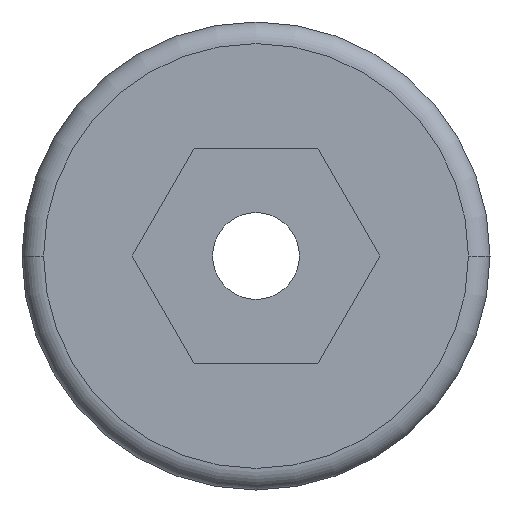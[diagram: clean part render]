
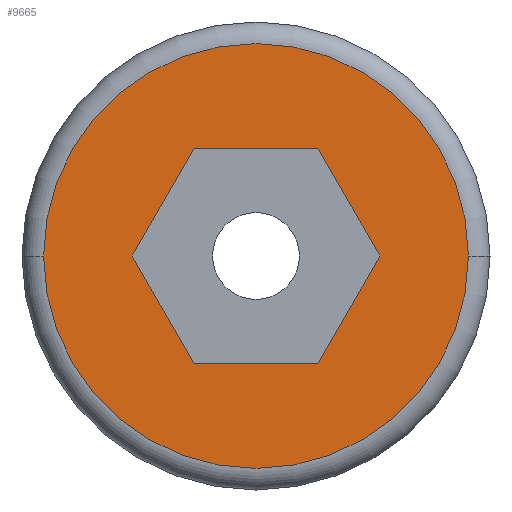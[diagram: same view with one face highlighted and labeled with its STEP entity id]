
A CAD part, left-side view. The second image highlights one B-rep face of the part: STEP entity #9665.
In plain terms, the highlighted planar face has unit normal (-1, 0, 0).
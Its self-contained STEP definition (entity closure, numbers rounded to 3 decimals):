
#4100=DIRECTION('',(0.,-0.5,0.866));
#4101=VECTOR('',#4100,1.455);
#4102=CARTESIAN_POINT('',(-2.93,1.455,0.));
#4103=LINE('',#4102,#4101);
#4104=DIRECTION('',(0.,0.5,0.866));
#4105=VECTOR('',#4104,1.455);
#4106=CARTESIAN_POINT('',(-2.93,0.727,-1.26));
#4107=LINE('',#4106,#4105);
#4108=DIRECTION('',(0.,1.,0.));
#4109=VECTOR('',#4108,1.455);
#4110=CARTESIAN_POINT('',(-2.93,-0.727,-1.26));
#4111=LINE('',#4110,#4109);
#4112=DIRECTION('',(0.,0.5,-0.866));
#4113=VECTOR('',#4112,1.455);
#4114=CARTESIAN_POINT('',(-2.93,-1.455,0.));
#4115=LINE('',#4114,#4113);
#4116=DIRECTION('',(0.,-0.5,-0.866));
#4117=VECTOR('',#4116,1.455);
#4118=CARTESIAN_POINT('',(-2.93,-0.727,1.26));
#4119=LINE('',#4118,#4117);
#4120=DIRECTION('',(0.,-1.,0.));
#4121=VECTOR('',#4120,1.455);
#4122=CARTESIAN_POINT('',(-2.93,0.727,1.26));
#4123=LINE('',#4122,#4121);
#4124=CARTESIAN_POINT('',(-2.93,0.,0.));
#4125=DIRECTION('',(-1.,0.,0.));
#4126=DIRECTION('',(0.,1.,0.));
#4127=AXIS2_PLACEMENT_3D('',#4124,#4125,#4126);
#4129=CARTESIAN_POINT('',(-2.93,0.,0.));
#4130=DIRECTION('',(-1.,0.,0.));
#4131=DIRECTION('',(0.,-1.,0.));
#4132=AXIS2_PLACEMENT_3D('',#4129,#4130,#4131);
#4417=CARTESIAN_POINT('',(-2.93,1.455,0.));
#4418=CARTESIAN_POINT('',(-2.93,0.727,1.26));
#4419=VERTEX_POINT('',#4417);
#4420=VERTEX_POINT('',#4418);
#4421=CARTESIAN_POINT('',(-2.93,-0.727,1.26));
#4422=VERTEX_POINT('',#4421);
#4423=CARTESIAN_POINT('',(-2.93,-1.455,0.));
#4424=VERTEX_POINT('',#4423);
#4425=CARTESIAN_POINT('',(-2.93,-0.727,-1.26));
#4426=VERTEX_POINT('',#4425);
#4427=CARTESIAN_POINT('',(-2.93,0.727,-1.26));
#4428=VERTEX_POINT('',#4427);
#4429=CARTESIAN_POINT('',(-2.93,2.496,0.));
#4430=CARTESIAN_POINT('',(-2.93,-2.496,0.));
#4431=VERTEX_POINT('',#4429);
#4432=VERTEX_POINT('',#4430);
#9641=CARTESIAN_POINT('',(-2.93,0.,0.));
#9642=DIRECTION('',(1.,0.,0.));
#9643=DIRECTION('',(0.,-1.,0.));
#9644=AXIS2_PLACEMENT_3D('',#9641,#9642,#9643);
#9645=PLANE('',#9644);
#9647=ORIENTED_EDGE('',*,*,#9646,.F.);
#9648=ORIENTED_EDGE('',*,*,#9631,.F.);
#9649=EDGE_LOOP('',(#9647,#9648));
#9650=FACE_OUTER_BOUND('',#9649,.F.);
#9652=ORIENTED_EDGE('',*,*,#9651,.F.);
#9654=ORIENTED_EDGE('',*,*,#9653,.F.);
#9656=ORIENTED_EDGE('',*,*,#9655,.F.);
#9658=ORIENTED_EDGE('',*,*,#9657,.F.);
#9660=ORIENTED_EDGE('',*,*,#9659,.F.);
#9662=ORIENTED_EDGE('',*,*,#9661,.F.);
#9663=EDGE_LOOP('',(#9652,#9654,#9656,#9658,#9660,#9662));
#9664=FACE_BOUND('',#9663,.F.);
#4128=CIRCLE('',#4127,2.496);
#4133=CIRCLE('',#4132,2.496);
#9631=EDGE_CURVE('',#4432,#4431,#4133,.T.);
#9646=EDGE_CURVE('',#4431,#4432,#4128,.T.);
#9651=EDGE_CURVE('',#4419,#4420,#4103,.T.);
#9653=EDGE_CURVE('',#4428,#4419,#4107,.T.);
#9655=EDGE_CURVE('',#4426,#4428,#4111,.T.);
#9657=EDGE_CURVE('',#4424,#4426,#4115,.T.);
#9659=EDGE_CURVE('',#4422,#4424,#4119,.T.);
#9661=EDGE_CURVE('',#4420,#4422,#4123,.T.);
#9665=ADVANCED_FACE('',(#9650,#9664),#9645,.F.);
